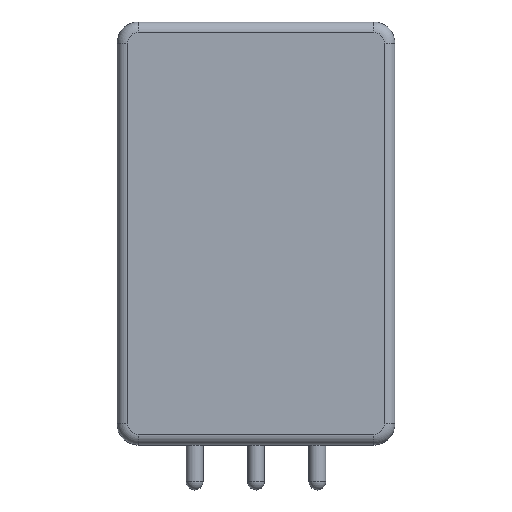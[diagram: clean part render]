
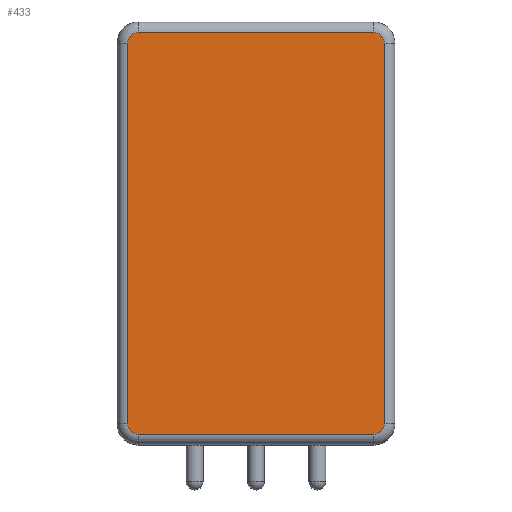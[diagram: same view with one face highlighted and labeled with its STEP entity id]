
A CAD part, top view. The second image highlights one B-rep face of the part: STEP entity #433.
In plain terms, the highlighted planar face has unit normal (0, 0, 1).
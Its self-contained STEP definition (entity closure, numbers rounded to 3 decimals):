
#30=DIRECTION('',(1.,0.,0.));
#44=DIRECTION('',(0.,0.,-1.));
#95=VECTOR('',#96,1.);
#96=DIRECTION('',(0.,1.,0.));
#109=DIRECTION('',(0.,-1.,0.));
#136=VECTOR('',#137,1.);
#137=DIRECTION('',(-1.,0.,0.));
#182=DIRECTION('',(0.,0.,-1.));
#227=VERTEX_POINT('',#228);
#228=CARTESIAN_POINT('',(7.415,1.938,8.6));
#232=ORIENTED_EDGE('',*,*,#233,.T.);
#233=EDGE_CURVE('',#227,#234,#236,.T.);
#234=VERTEX_POINT('',#235);
#235=CARTESIAN_POINT('',(-2.335,1.938,8.6));
#236=LINE('',#228,#136);
#255=DIRECTION('',(0.,0.,-1.));
#256=DIRECTION('',(0.,-1.,0.));
#345=VERTEX_POINT('',#346);
#346=CARTESIAN_POINT('',(7.853,2.375,8.6));
#351=EDGE_CURVE('',#345,#227,#352,.T.);
#352=CIRCLE('',#353,0.438);
#353=AXIS2_PLACEMENT_3D('',#354,#182,#30);
#354=CARTESIAN_POINT('',(7.415,2.375,8.6));
#371=VECTOR('',#109,1.);
#389=VECTOR('',#30,1.);
#433=ADVANCED_FACE('',(#434),#471,.F.);
#434=FACE_BOUND('',#435,.F.);
#435=EDGE_LOOP('',(#436,#443,#450,#453,#232,#454,#461,#466));
#436=ORIENTED_EDGE('',*,*,#437,.T.);
#437=EDGE_CURVE('',#438,#440,#442,.T.);
#438=VERTEX_POINT('',#439);
#439=CARTESIAN_POINT('',(-2.335,18.563,8.6));
#440=VERTEX_POINT('',#441);
#441=CARTESIAN_POINT('',(7.415,18.563,8.6));
#442=LINE('',#439,#389);
#443=ORIENTED_EDGE('',*,*,#444,.T.);
#444=EDGE_CURVE('',#440,#445,#447,.T.);
#445=VERTEX_POINT('',#446);
#446=CARTESIAN_POINT('',(7.853,18.125,8.6));
#447=CIRCLE('',#448,0.438);
#448=AXIS2_PLACEMENT_3D('',#449,#182,#96);
#449=CARTESIAN_POINT('',(7.415,18.125,8.6));
#450=ORIENTED_EDGE('',*,*,#451,.T.);
#451=EDGE_CURVE('',#445,#345,#452,.T.);
#452=LINE('',#446,#371);
#453=ORIENTED_EDGE('',*,*,#351,.T.);
#454=ORIENTED_EDGE('',*,*,#455,.T.);
#455=EDGE_CURVE('',#234,#456,#458,.T.);
#456=VERTEX_POINT('',#457);
#457=CARTESIAN_POINT('',(-2.773,2.375,8.6));
#458=CIRCLE('',#459,0.438);
#459=AXIS2_PLACEMENT_3D('',#460,#255,#256);
#460=CARTESIAN_POINT('',(-2.335,2.375,8.6));
#461=ORIENTED_EDGE('',*,*,#462,.T.);
#462=EDGE_CURVE('',#456,#463,#465,.T.);
#463=VERTEX_POINT('',#464);
#464=CARTESIAN_POINT('',(-2.773,18.125,8.6));
#465=LINE('',#457,#95);
#466=ORIENTED_EDGE('',*,*,#467,.T.);
#467=EDGE_CURVE('',#463,#438,#468,.T.);
#468=CIRCLE('',#469,0.438);
#469=AXIS2_PLACEMENT_3D('',#470,#182,#137);
#470=CARTESIAN_POINT('',(-2.335,18.125,8.6));
#471=PLANE('',#472);
#472=AXIS2_PLACEMENT_3D('',#473,#44,#137);
#473=CARTESIAN_POINT('',(2.54,10.25,8.6));
